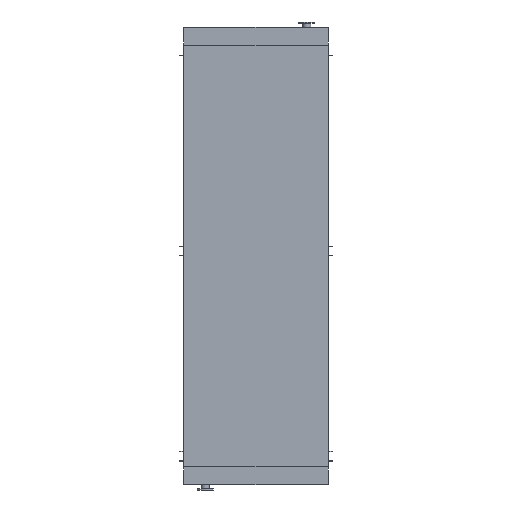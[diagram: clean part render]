
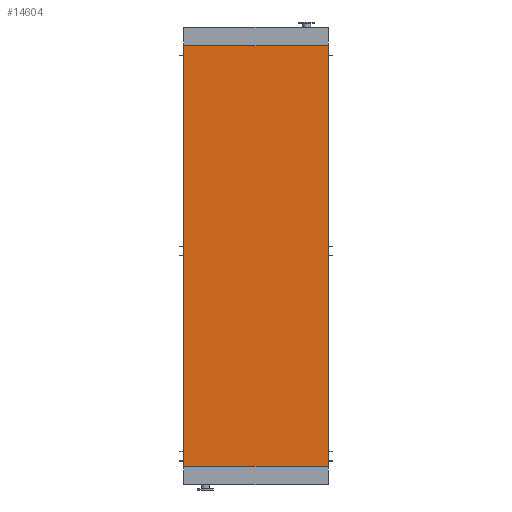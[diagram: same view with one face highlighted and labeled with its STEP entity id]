
A CAD part, front view. The second image highlights one B-rep face of the part: STEP entity #14604.
In plain terms, the highlighted planar face has unit normal (0, -1, 0).
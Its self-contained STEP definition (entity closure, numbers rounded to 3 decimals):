
#1153 = FACE_OUTER_BOUND ( 'NONE', #19541, .T. ) ;
#1186 = EDGE_CURVE ( 'NONE', #14361, #2947, #22293, .T. ) ;
#1338 = DIRECTION ( 'NONE',  ( 0., 0., 1. ) ) ;
#1566 = LINE ( 'NONE', #13973, #18474 ) ;
#1866 = VERTEX_POINT ( 'NONE', #22698 ) ;
#2117 = VECTOR ( 'NONE', #2326, 1000. ) ;
#2326 = DIRECTION ( 'NONE',  ( 1., 0., 0. ) ) ;
#2947 = VERTEX_POINT ( 'NONE', #14908 ) ;
#4267 = VECTOR ( 'NONE', #11371, 1000. ) ;
#5135 = EDGE_CURVE ( 'NONE', #1866, #10794, #1566, .T. ) ;
#5424 = EDGE_CURVE ( 'NONE', #1866, #14361, #20285, .T. ) ;
#6563 = CARTESIAN_POINT ( 'NONE',  ( -965., 0., -5650. ) ) ;
#7864 = ORIENTED_EDGE ( 'NONE', *, *, #17610, .F. ) ;
#8074 = DIRECTION ( 'NONE',  ( 0., 0., -1. ) ) ;
#8075 = ORIENTED_EDGE ( 'NONE', *, *, #1186, .T. ) ;
#10216 = DIRECTION ( 'NONE',  ( 0., 0., 1. ) ) ;
#10794 = VERTEX_POINT ( 'NONE', #21088 ) ;
#11009 = CARTESIAN_POINT ( 'NONE',  ( 965., 0., -5650. ) ) ;
#11371 = DIRECTION ( 'NONE',  ( 1., 0., 0. ) ) ;
#11733 = CARTESIAN_POINT ( 'NONE',  ( 965., 0., -5650. ) ) ;
#13082 = CARTESIAN_POINT ( 'NONE',  ( -965., 0., 0. ) ) ;
#13203 = AXIS2_PLACEMENT_3D ( 'NONE', #6563, #19086, #8074 ) ;
#13973 = CARTESIAN_POINT ( 'NONE',  ( -965., 0., -5650. ) ) ;
#14361 = VERTEX_POINT ( 'NONE', #11009 ) ;
#14604 = ADVANCED_FACE ( 'NONE', ( #1153 ), #20954, .T. ) ;
#14908 = CARTESIAN_POINT ( 'NONE',  ( 965., 0., 0. ) ) ;
#17610 = EDGE_CURVE ( 'NONE', #10794, #2947, #22348, .T. ) ;
#17986 = VECTOR ( 'NONE', #10216, 1000. ) ;
#18474 = VECTOR ( 'NONE', #1338, 1000. ) ;
#19086 = DIRECTION ( 'NONE',  ( 0., -1., 0. ) ) ;
#19415 = ORIENTED_EDGE ( 'NONE', *, *, #5424, .T. ) ;
#19541 = EDGE_LOOP ( 'NONE', ( #7864, #19903, #19415, #8075 ) ) ;
#19903 = ORIENTED_EDGE ( 'NONE', *, *, #5135, .F. ) ;
#20066 = CARTESIAN_POINT ( 'NONE',  ( -965., 0., -5650. ) ) ;
#20285 = LINE ( 'NONE', #20066, #4267 ) ;
#20954 = PLANE ( 'NONE',  #13203 ) ;
#21088 = CARTESIAN_POINT ( 'NONE',  ( -965., 0., 0. ) ) ;
#22293 = LINE ( 'NONE', #11733, #17986 ) ;
#22348 = LINE ( 'NONE', #13082, #2117 ) ;
#22698 = CARTESIAN_POINT ( 'NONE',  ( -965., 0., -5650. ) ) ;
